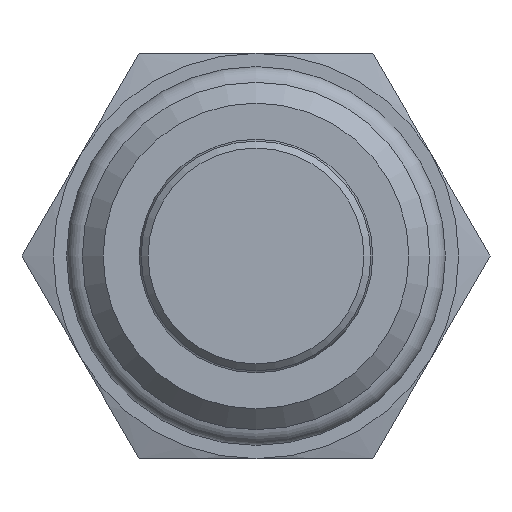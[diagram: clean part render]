
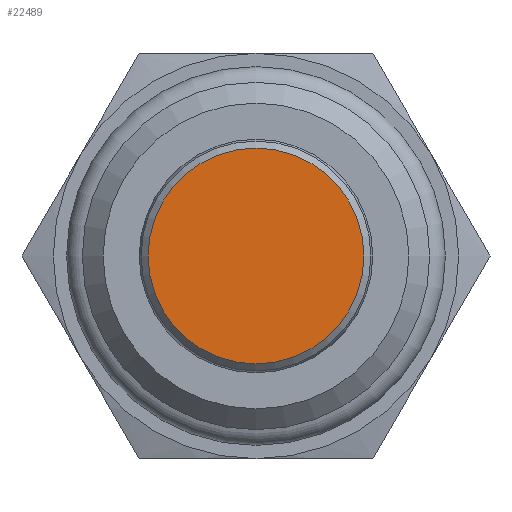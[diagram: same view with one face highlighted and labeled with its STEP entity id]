
A CAD part, front view. The second image highlights one B-rep face of the part: STEP entity #22489.
In plain terms, the highlighted planar face has unit normal (0, -1, 0).
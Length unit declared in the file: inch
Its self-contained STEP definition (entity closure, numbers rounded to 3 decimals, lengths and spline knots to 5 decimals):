
#22473=CARTESIAN_POINT('',(0.,0.0,0.));
#22474=DIRECTION('',(0.0,-1.0,0.0));
#22475=DIRECTION('',(0.0,0.0,-1.0));
#22476=AXIS2_PLACEMENT_3D('',#22473,#22474,#22475);
#22477=PLANE('',#22476);
#22478=CARTESIAN_POINT('',(0.233,0.0,0.));
#22479=VERTEX_POINT('',#22478);
#22480=CARTESIAN_POINT('',(0.0,0.0,0.0));
#22481=DIRECTION('',(0.0,1.0,0.0));
#22482=DIRECTION('',(-1.0,0.0,0.0));
#22483=AXIS2_PLACEMENT_3D('',#22480,#22481,#22482);
#22484=CIRCLE('',#22483,0.233);
#22485=EDGE_CURVE('',#22479,#22479,#22484,.T.);
#22486=ORIENTED_EDGE('',*,*,#22485,.F.);
#22487=EDGE_LOOP('',(#22486));
#22488=FACE_OUTER_BOUND('',#22487,.T.);
#22489=ADVANCED_FACE('',(#22488),#22477,.T.);
